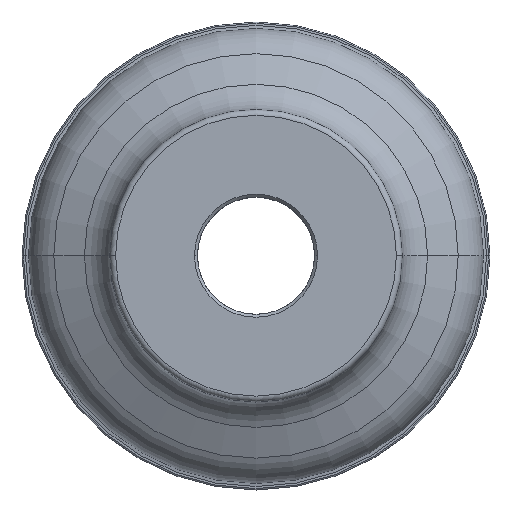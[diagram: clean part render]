
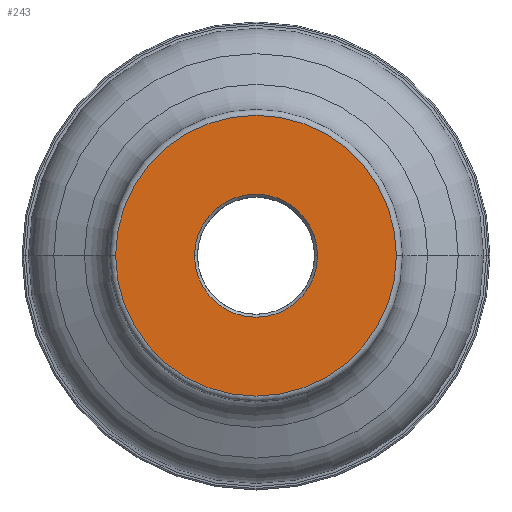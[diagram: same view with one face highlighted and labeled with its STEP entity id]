
A CAD part, top view. The second image highlights one B-rep face of the part: STEP entity #243.
In plain terms, the highlighted planar face has unit normal (0, 0, 1).
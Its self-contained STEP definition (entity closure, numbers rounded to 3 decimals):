
#243=ADVANCED_FACE('',(#308,#309),#301,.F.);
#301=PLANE('',#1571);
#308=FACE_BOUND('',#352,.T.);
#309=FACE_BOUND('',#353,.T.);
#352=EDGE_LOOP('',(#550,#551));
#353=EDGE_LOOP('',(#552,#553));
#550=ORIENTED_EDGE('',*,*,#944,.T.);
#551=ORIENTED_EDGE('',*,*,#945,.T.);
#552=ORIENTED_EDGE('',*,*,#946,.T.);
#553=ORIENTED_EDGE('',*,*,#947,.T.);
#814=VERTEX_POINT('',#2421);
#815=VERTEX_POINT('',#2422);
#816=VERTEX_POINT('',#2425);
#817=VERTEX_POINT('',#2426);
#944=EDGE_CURVE('',#814,#815,#1121,.T.);
#945=EDGE_CURVE('',#815,#814,#1122,.T.);
#946=EDGE_CURVE('',#816,#817,#1123,.T.);
#947=EDGE_CURVE('',#817,#816,#1124,.T.);
#1121=CIRCLE('',#1567,48.);
#1122=CIRCLE('',#1568,48.);
#1123=CIRCLE('',#1569,21.035);
#1124=CIRCLE('',#1570,21.035);
#1567=AXIS2_PLACEMENT_3D('',#2420,#1942,#1943);
#1568=AXIS2_PLACEMENT_3D('',#2423,#1944,#1945);
#1569=AXIS2_PLACEMENT_3D('',#2424,#1946,#1947);
#1570=AXIS2_PLACEMENT_3D('',#2427,#1948,#1949);
#1571=AXIS2_PLACEMENT_3D('',#2428,#1950,#1951);
#1942=DIRECTION('',(0.,0.,1.));
#1943=DIRECTION('',(1.,0.,0.));
#1944=DIRECTION('',(0.,0.,1.));
#1945=DIRECTION('',(-1.,0.,0.));
#1946=DIRECTION('',(0.,0.,-1.));
#1947=DIRECTION('',(1.,0.,0.));
#1948=DIRECTION('',(0.,0.,-1.));
#1949=DIRECTION('',(-1.,0.,0.));
#1950=DIRECTION('',(0.,0.,-1.));
#1951=DIRECTION('',(1.,0.,0.));
#2420=CARTESIAN_POINT('',(0.,0.,0.));
#2421=CARTESIAN_POINT('',(48.,0.,0.));
#2422=CARTESIAN_POINT('',(-48.,0.,0.));
#2423=CARTESIAN_POINT('',(0.,0.,0.));
#2424=CARTESIAN_POINT('',(0.,0.,0.));
#2425=CARTESIAN_POINT('',(21.035,0.,0.));
#2426=CARTESIAN_POINT('',(-21.035,0.,0.));
#2427=CARTESIAN_POINT('',(0.,0.,0.));
#2428=CARTESIAN_POINT('',(0.,0.,0.));
